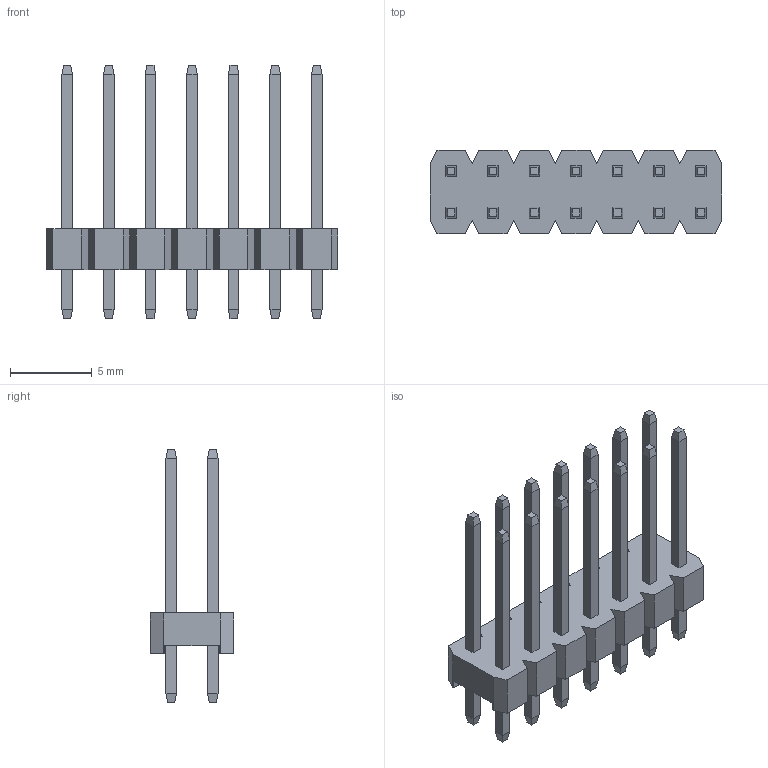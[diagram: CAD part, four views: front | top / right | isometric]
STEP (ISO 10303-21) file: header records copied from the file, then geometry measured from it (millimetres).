
FILE_DESCRIPTION (( 'STEP AP214' ), '1' );
FILE_NAME ('FPH25452-D14S1014350740B-REF.STEP', '2025-10-09T09:14:16', ( '' ), ( '' ), 'SwSTEP 2.0', 'SolidWorks 2021', '' );
FILE_SCHEMA (( 'AUTOMOTIVE_DESIGN' ));
Length unit declared in the file: millimetre
Products named in the file (1): FPH25452-D14S1014350740B-REF
Bounding box: 17.78 x 5.08 x 15.5 mm (x, y, z)
Volume: 260.9 mm3; surface area: 799 mm2
Topology: 1 solids, 1 shells, 302 faces, 704 edges, 432 vertices
Faces by surface type: plane 302
Entity records: 8306 total; most frequent: CARTESIAN_POINT 1439, ORIENTED_EDGE 1408, DIRECTION 1310, LINE 704, EDGE_CURVE 704, VECTOR 704, VERTEX_POINT 432, EDGE_LOOP 330
